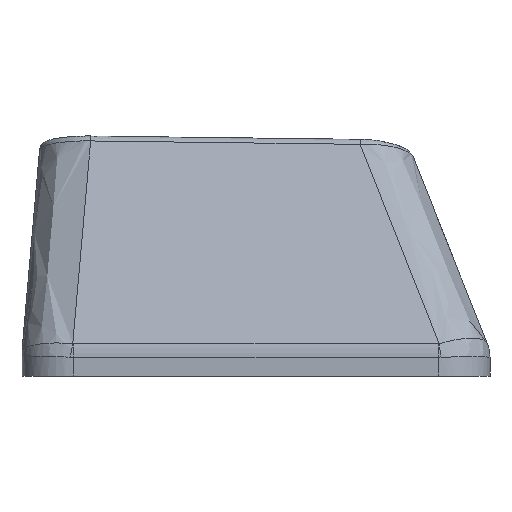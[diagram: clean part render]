
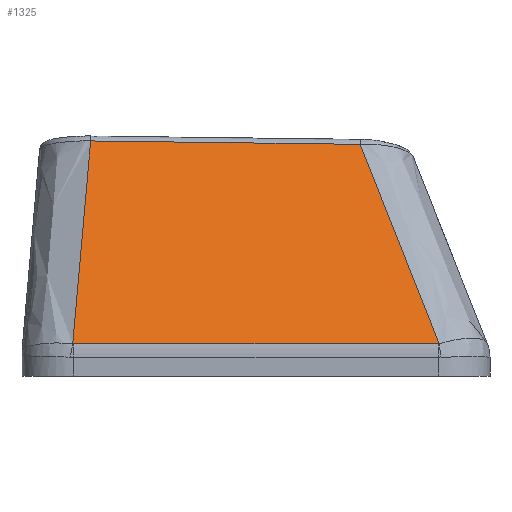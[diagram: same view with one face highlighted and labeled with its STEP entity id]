
A CAD part, left-side view. The second image highlights one B-rep face of the part: STEP entity #1325.
In plain terms, the highlighted free-form (B-spline) face has degree [3, 3] with [4, 4] control points.
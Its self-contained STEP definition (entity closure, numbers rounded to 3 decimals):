
#227=FACE_OUTER_BOUND('',#311,.T.);
#311=EDGE_LOOP('',(#931,#932,#933,#934,#935,#936));
#415=B_SPLINE_CURVE_WITH_KNOTS('',3,(#2318,#2319,#2320,#2321),
 .UNSPECIFIED.,.F.,.F.,(4,4),(0.,0.003),.UNSPECIFIED.);
#417=B_SPLINE_CURVE_WITH_KNOTS('',3,(#2345,#2346,#2347,#2348),
 .UNSPECIFIED.,.F.,.F.,(4,4),(0.,1.416),.UNSPECIFIED.);
#419=B_SPLINE_CURVE_WITH_KNOTS('',3,(#2372,#2373,#2374,#2375),
 .UNSPECIFIED.,.F.,.F.,(4,4),(0.,0.003),.UNSPECIFIED.);
#422=B_SPLINE_CURVE_WITH_KNOTS('',3,(#2471,#2472,#2473,#2474),
 .UNSPECIFIED.,.F.,.F.,(4,4),(0.032,0.914),
 .UNSPECIFIED.);
#423=B_SPLINE_CURVE_WITH_KNOTS('',3,(#2476,#2477,#2478,#2479),
 .UNSPECIFIED.,.F.,.F.,(4,4),(-1.046,0.),
 .UNSPECIFIED.);
#424=B_SPLINE_CURVE_WITH_KNOTS('',3,(#2480,#2481,#2482,#2483),
 .UNSPECIFIED.,.F.,.F.,(4,4),(-0.869,-0.026),
 .UNSPECIFIED.);
#531=VERTEX_POINT('',#2277);
#533=VERTEX_POINT('',#2316);
#535=VERTEX_POINT('',#2343);
#537=VERTEX_POINT('',#2370);
#544=VERTEX_POINT('',#2470);
#545=VERTEX_POINT('',#2475);
#679=EDGE_CURVE('',#533,#531,#415,.T.);
#682=EDGE_CURVE('',#535,#533,#417,.T.);
#685=EDGE_CURVE('',#537,#535,#419,.T.);
#697=EDGE_CURVE('',#544,#537,#422,.T.);
#698=EDGE_CURVE('',#545,#544,#423,.T.);
#699=EDGE_CURVE('',#531,#545,#424,.T.);
#931=ORIENTED_EDGE('',*,*,#679,.F.);
#932=ORIENTED_EDGE('',*,*,#682,.F.);
#933=ORIENTED_EDGE('',*,*,#685,.F.);
#934=ORIENTED_EDGE('',*,*,#697,.F.);
#935=ORIENTED_EDGE('',*,*,#698,.F.);
#936=ORIENTED_EDGE('',*,*,#699,.F.);
#1274=B_SPLINE_SURFACE_WITH_KNOTS('',3,3,((#2454,#2455,#2456,#2457),(#2458,
#2459,#2460,#2461),(#2462,#2463,#2464,#2465),(#2466,#2467,#2468,#2469)),
 .UNSPECIFIED.,.F.,.F.,.F.,(4,4),(4,4),(0.104,0.892),
(0.029,0.97),.UNSPECIFIED.);
#1325=ADVANCED_FACE('',(#227),#1274,.T.);
#2277=CARTESIAN_POINT('',(-8.986,7.111,0.255));
#2316=CARTESIAN_POINT('',(-8.987,7.08,0.253));
#2318=CARTESIAN_POINT('Ctrl Pts',(-8.987,7.08,0.253));
#2319=CARTESIAN_POINT('Ctrl Pts',(-8.987,7.091,0.253));
#2320=CARTESIAN_POINT('Ctrl Pts',(-8.986,7.101,0.254));
#2321=CARTESIAN_POINT('Ctrl Pts',(-8.986,7.111,0.255));
#2343=CARTESIAN_POINT('',(-8.984,-7.081,0.255));
#2345=CARTESIAN_POINT('Ctrl Pts',(-8.984,-7.081,0.255));
#2346=CARTESIAN_POINT('Ctrl Pts',(-8.985,-2.36,0.255));
#2347=CARTESIAN_POINT('Ctrl Pts',(-8.986,2.36,0.254));
#2348=CARTESIAN_POINT('Ctrl Pts',(-8.987,7.08,0.253));
#2370=CARTESIAN_POINT('',(-8.984,-7.106,0.257));
#2372=CARTESIAN_POINT('Ctrl Pts',(-8.984,-7.106,0.257));
#2373=CARTESIAN_POINT('Ctrl Pts',(-8.984,-7.098,0.256));
#2374=CARTESIAN_POINT('Ctrl Pts',(-8.984,-7.089,0.255));
#2375=CARTESIAN_POINT('Ctrl Pts',(-8.984,-7.081,0.255));
#2454=CARTESIAN_POINT('Ctrl Pts',(-6.06,-4.418,8.028));
#2455=CARTESIAN_POINT('Ctrl Pts',(-7.036,-5.315,5.435));
#2456=CARTESIAN_POINT('Ctrl Pts',(-8.011,-6.212,2.843));
#2457=CARTESIAN_POINT('Ctrl Pts',(-8.987,-7.109,0.25));
#2458=CARTESIAN_POINT('Ctrl Pts',(-6.06,-0.669,
8.062));
#2459=CARTESIAN_POINT('Ctrl Pts',(-7.036,-1.236,5.458));
#2460=CARTESIAN_POINT('Ctrl Pts',(-8.011,-1.802,2.854));
#2461=CARTESIAN_POINT('Ctrl Pts',(-8.987,-2.369,0.251));
#2462=CARTESIAN_POINT('Ctrl Pts',(-6.06,3.08,8.095));
#2463=CARTESIAN_POINT('Ctrl Pts',(-7.036,2.844,5.481));
#2464=CARTESIAN_POINT('Ctrl Pts',(-8.011,2.607,2.866));
#2465=CARTESIAN_POINT('Ctrl Pts',(-8.987,2.371,0.252));
#2466=CARTESIAN_POINT('Ctrl Pts',(-6.06,6.828,8.128));
#2467=CARTESIAN_POINT('Ctrl Pts',(-7.036,6.923,5.503));
#2468=CARTESIAN_POINT('Ctrl Pts',(-8.011,7.017,2.878));
#2469=CARTESIAN_POINT('Ctrl Pts',(-8.987,7.111,0.253));
#2470=CARTESIAN_POINT('',(-6.075,-4.042,7.993));
#2471=CARTESIAN_POINT('Ctrl Pts',(-6.075,-4.042,7.993));
#2472=CARTESIAN_POINT('Ctrl Pts',(-7.044,-5.063,5.414));
#2473=CARTESIAN_POINT('Ctrl Pts',(-8.014,-6.085,2.836));
#2474=CARTESIAN_POINT('Ctrl Pts',(-8.984,-7.106,0.257));
#2475=CARTESIAN_POINT('',(-6.06,6.417,8.125));
#2476=CARTESIAN_POINT('Ctrl Pts',(-6.06,6.417,8.125));
#2477=CARTESIAN_POINT('Ctrl Pts',(-6.065,2.93,8.081));
#2478=CARTESIAN_POINT('Ctrl Pts',(-6.07,-0.556,8.038));
#2479=CARTESIAN_POINT('Ctrl Pts',(-6.075,-4.042,7.993));
#2480=CARTESIAN_POINT('Ctrl Pts',(-8.986,7.111,0.255));
#2481=CARTESIAN_POINT('Ctrl Pts',(-8.011,6.88,2.879));
#2482=CARTESIAN_POINT('Ctrl Pts',(-7.036,6.649,5.502));
#2483=CARTESIAN_POINT('Ctrl Pts',(-6.06,6.417,8.125));
